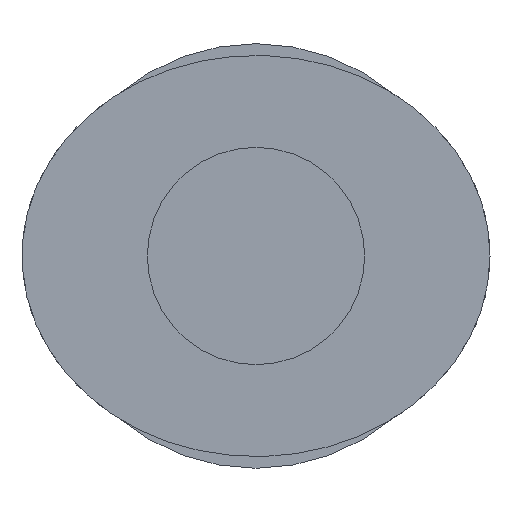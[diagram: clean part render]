
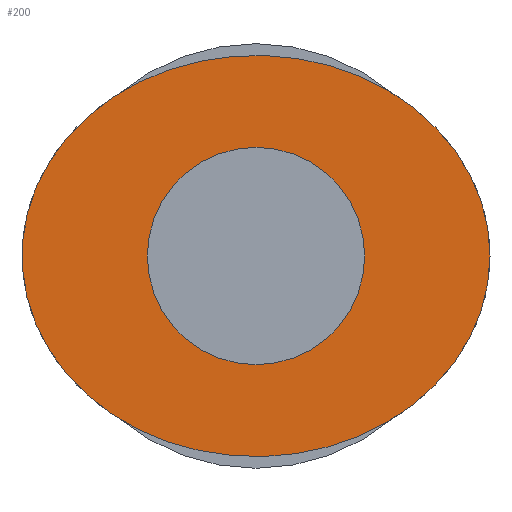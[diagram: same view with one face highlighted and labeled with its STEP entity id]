
A CAD part, front view. The second image highlights one B-rep face of the part: STEP entity #200.
In plain terms, the highlighted planar face has unit normal (0, -1, 0).
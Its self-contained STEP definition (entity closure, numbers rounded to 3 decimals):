
#20=ELLIPSE('',#239,7.,6.);
#30=PLANE('',#241);
#54=ORIENTED_EDGE('',*,*,#81,.T.);
#55=ORIENTED_EDGE('',*,*,#79,.F.);
#79=EDGE_CURVE('',#96,#96,#20,.T.);
#81=EDGE_CURVE('',#98,#98,#113,.T.);
#96=VERTEX_POINT('',#373);
#98=VERTEX_POINT('',#378);
#113=CIRCLE('',#242,3.25);
#135=EDGE_LOOP('',(#54));
#136=EDGE_LOOP('',(#55));
#169=FACE_BOUND('',#135,.T.);
#170=FACE_BOUND('',#136,.T.);
#200=ADVANCED_FACE('',(#169,#170),#30,.F.);
#239=AXIS2_PLACEMENT_3D('',#372,#291,#292);
#241=AXIS2_PLACEMENT_3D('',#376,#295,#296);
#242=AXIS2_PLACEMENT_3D('',#377,#297,#298);
#291=DIRECTION('',(0.,1.,0.));
#292=DIRECTION('',(1.,0.,0.));
#295=DIRECTION('',(0.,1.,0.));
#296=DIRECTION('',(0.,0.,1.));
#297=DIRECTION('',(0.,1.,0.));
#298=DIRECTION('',(1.,0.,0.));
#372=CARTESIAN_POINT('',(0.,-3.4,0.));
#373=CARTESIAN_POINT('',(7.,-3.4,0.));
#376=CARTESIAN_POINT('',(0.,-3.4,0.));
#377=CARTESIAN_POINT('',(0.,-3.4,0.));
#378=CARTESIAN_POINT('',(3.25,-3.4,0.));
